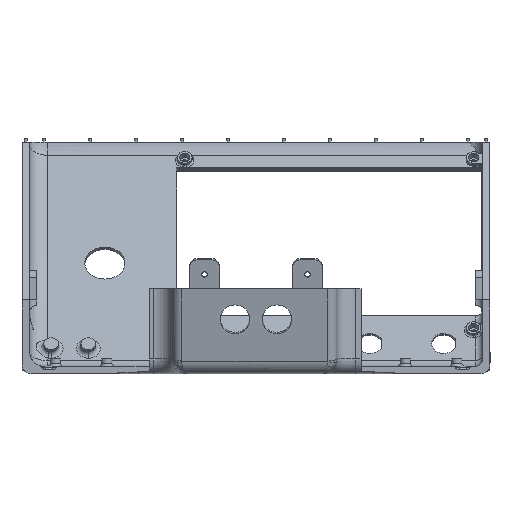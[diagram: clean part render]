
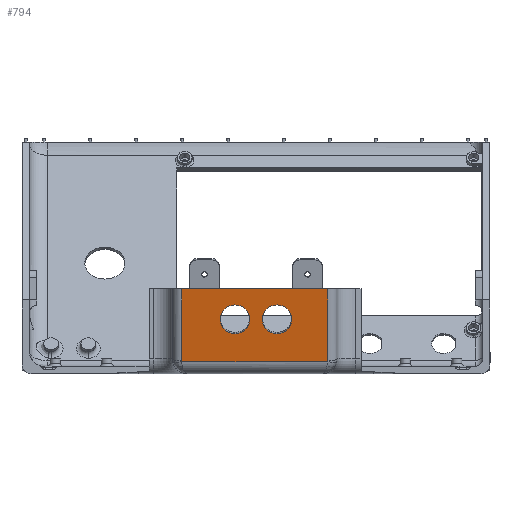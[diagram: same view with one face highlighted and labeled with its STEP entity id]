
A CAD part, front view. The second image highlights one B-rep face of the part: STEP entity #794.
In plain terms, the highlighted planar face has unit normal (0, -0.981, -0.192).
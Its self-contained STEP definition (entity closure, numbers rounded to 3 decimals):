
#227 = EDGE_CURVE ( 'NONE', #1094, #1089, #4801, .T. ) ;
#234 = EDGE_CURVE ( 'NONE', #1046, #1103, #4845, .T. ) ;
#726 = EDGE_CURVE ( 'NONE', #1247, #1669, #8063, .T. ) ;
#729 = EDGE_CURVE ( 'NONE', #1089, #1094, #14568, .T. ) ;
#743 = EDGE_CURVE ( 'NONE', #1743, #1764, #8108, .T. ) ;
#748 = EDGE_CURVE ( 'NONE', #1669, #1743, #8652, .T. ) ;
#755 = EDGE_CURVE ( 'NONE', #1764, #1729, #8653, .T. ) ;
#758 = EDGE_CURVE ( 'NONE', #1103, #1046, #14650, .T. ) ;
#794 = ADVANCED_FACE ( 'NONE', ( #8380, #8381, #8338 ), #8339, .T. ) ;
#1046 = VERTEX_POINT ( 'NONE', #11564 ) ;
#1089 = VERTEX_POINT ( 'NONE', #11632 ) ;
#1094 = VERTEX_POINT ( 'NONE', #11644 ) ;
#1103 = VERTEX_POINT ( 'NONE', #11610 ) ;
#1247 = VERTEX_POINT ( 'NONE', #10425 ) ;
#1300 = VERTEX_POINT ( 'NONE', #10433 ) ;
#1669 = VERTEX_POINT ( 'NONE', #10627 ) ;
#1729 = VERTEX_POINT ( 'NONE', #10708 ) ;
#1743 = VERTEX_POINT ( 'NONE', #10697 ) ;
#1764 = VERTEX_POINT ( 'NONE', #10687 ) ;
#4798 = AXIS2_PLACEMENT_3D ( 'NONE', #13520, #13501, #13509 ) ;
#4801 = CIRCLE ( 'NONE', #4798, 8. ) ;
#4807 = AXIS2_PLACEMENT_3D ( 'NONE', #13537, #13513, #13538 ) ;
#4845 = CIRCLE ( 'NONE', #4807, 8. ) ;
#6739 = LINE ( 'NONE', #6770, #12949 ) ;
#6761 = DIRECTION ( 'NONE',  ( 0., -0.192, 0.981 ) ) ;
#6770 = CARTESIAN_POINT ( 'NONE',  ( 38.85, 16.76, -327.181 ) ) ;
#8063 = LINE ( 'NONE', #8072, #14615 ) ;
#8072 = CARTESIAN_POINT ( 'NONE',  ( -40.37, 31.335, -401.7 ) ) ;
#8090 = DIRECTION ( 'NONE',  ( 0., 0.192, -0.981 ) ) ;
#8101 = DIRECTION ( 'NONE',  ( 0., 0.192, -0.981 ) ) ;
#8108 = LINE ( 'NONE', #8138, #14657 ) ;
#8124 = DIRECTION ( 'NONE',  ( 0., -0.981, -0.192 ) ) ;
#8125 = CARTESIAN_POINT ( 'NONE',  ( -11.4, 27.141, -380.258 ) ) ;
#8136 = CARTESIAN_POINT ( 'NONE',  ( -40.351, 31.598, -403.046 ) ) ;
#8138 = CARTESIAN_POINT ( 'NONE',  ( -156.271, 31.636, -403.236 ) ) ;
#8139 = DIRECTION ( 'NONE',  ( 1., 0., 0. ) ) ;
#8142 = CARTESIAN_POINT ( 'NONE',  ( -40.314, 31.636, -403.236 ) ) ;
#8149 = CARTESIAN_POINT ( 'NONE',  ( -40.37, 31.523, -402.66 ) ) ;
#8155 = CARTESIAN_POINT ( 'NONE',  ( 38.794, 31.636, -403.236 ) ) ;
#8156 = CARTESIAN_POINT ( 'NONE',  ( 38.831, 31.598, -403.046 ) ) ;
#8158 = CARTESIAN_POINT ( 'NONE',  ( -40.37, 31.561, -402.853 ) ) ;
#8166 = CARTESIAN_POINT ( 'NONE',  ( 38.85, 31.561, -402.853 ) ) ;
#8178 = CARTESIAN_POINT ( 'NONE',  ( 38.85, 31.523, -402.66 ) ) ;
#8192 = DIRECTION ( 'NONE',  ( 0., 0.192, -0.981 ) ) ;
#8201 = DIRECTION ( 'NONE',  ( 0., -0.981, -0.192 ) ) ;
#8210 = CARTESIAN_POINT ( 'NONE',  ( 11.4, 27.141, -380.258 ) ) ;
#8338 = FACE_BOUND ( 'NONE', #17488, .T. ) ;
#8339 = PLANE ( 'NONE',  #14702 ) ;
#8340 = DIRECTION ( 'NONE',  ( 0., -0.981, -0.192 ) ) ;
#8342 = CARTESIAN_POINT ( 'NONE',  ( -156.271, 11.776, -301.7 ) ) ;
#8352 = DIRECTION ( 'NONE',  ( 0., 0.192, -0.981 ) ) ;
#8380 = FACE_OUTER_BOUND ( 'NONE', #17520, .T. ) ;
#8381 = FACE_BOUND ( 'NONE', #17499, .T. ) ;
#8652 =( BOUNDED_CURVE ( )  B_SPLINE_CURVE ( 3, ( #8149, #8158, #8136, #8142 ),
 .UNSPECIFIED., .F., .T. ) 
 B_SPLINE_CURVE_WITH_KNOTS ( ( 4, 4 ),
 ( 1.571, 1.764 ),
 .UNSPECIFIED. ) 
 CURVE ( )  GEOMETRIC_REPRESENTATION_ITEM ( )  RATIONAL_B_SPLINE_CURVE ( ( 1., 0.997, 0.997, 1. ) ) 
 REPRESENTATION_ITEM ( '' )  );
#8653 =( BOUNDED_CURVE ( )  B_SPLINE_CURVE ( 3, ( #8155, #8156, #8166, #8178 ),
 .UNSPECIFIED., .F., .T. ) 
 B_SPLINE_CURVE_WITH_KNOTS ( ( 4, 4 ),
 ( 1.378, 1.571 ),
 .UNSPECIFIED. ) 
 CURVE ( )  GEOMETRIC_REPRESENTATION_ITEM ( )  RATIONAL_B_SPLINE_CURVE ( ( 1., 0.997, 0.997, 1. ) ) 
 REPRESENTATION_ITEM ( '' )  );
#9267 = CARTESIAN_POINT ( 'NONE',  ( -156.271, 23.903, -363.7 ) ) ;
#9281 = LINE ( 'NONE', #9267, #13078 ) ;
#9288 = DIRECTION ( 'NONE',  ( 1., 0., 0. ) ) ;
#10425 = CARTESIAN_POINT ( 'NONE',  ( -40.37, 23.903, -363.7 ) ) ;
#10433 = CARTESIAN_POINT ( 'NONE',  ( 38.85, 23.903, -363.7 ) ) ;
#10627 = CARTESIAN_POINT ( 'NONE',  ( -40.37, 31.523, -402.66 ) ) ;
#10687 = CARTESIAN_POINT ( 'NONE',  ( 38.794, 31.636, -403.236 ) ) ;
#10697 = CARTESIAN_POINT ( 'NONE',  ( -40.314, 31.636, -403.236 ) ) ;
#10708 = CARTESIAN_POINT ( 'NONE',  ( 38.85, 31.523, -402.66 ) ) ;
#11564 = CARTESIAN_POINT ( 'NONE',  ( 11.4, 25.606, -372.407 ) ) ;
#11610 = CARTESIAN_POINT ( 'NONE',  ( 11.4, 28.677, -388.109 ) ) ;
#11632 = CARTESIAN_POINT ( 'NONE',  ( -11.4, 28.677, -388.109 ) ) ;
#11644 = CARTESIAN_POINT ( 'NONE',  ( -11.4, 25.606, -372.407 ) ) ;
#12949 = VECTOR ( 'NONE', #6761, 1000. ) ;
#13078 = VECTOR ( 'NONE', #9288, 1000. ) ;
#13501 = DIRECTION ( 'NONE',  ( 0., -0.981, -0.192 ) ) ;
#13509 = DIRECTION ( 'NONE',  ( 0., 0.192, -0.981 ) ) ;
#13513 = DIRECTION ( 'NONE',  ( 0., -0.981, -0.192 ) ) ;
#13520 = CARTESIAN_POINT ( 'NONE',  ( -11.4, 27.141, -380.258 ) ) ;
#13537 = CARTESIAN_POINT ( 'NONE',  ( 11.4, 27.141, -380.258 ) ) ;
#13538 = DIRECTION ( 'NONE',  ( 0., 0.192, -0.981 ) ) ;
#14568 = CIRCLE ( 'NONE', #14569, 8. ) ;
#14569 = AXIS2_PLACEMENT_3D ( 'NONE', #8125, #8124, #8101 ) ;
#14615 = VECTOR ( 'NONE', #8090, 1000. ) ;
#14622 = AXIS2_PLACEMENT_3D ( 'NONE', #8210, #8201, #8192 ) ;
#14650 = CIRCLE ( 'NONE', #14622, 8. ) ;
#14657 = VECTOR ( 'NONE', #8139, 1000. ) ;
#14702 = AXIS2_PLACEMENT_3D ( 'NONE', #8342, #8340, #8352 ) ;
#17126 = ORIENTED_EDGE ( 'NONE', *, *, #748, .T. ) ;
#17130 = ORIENTED_EDGE ( 'NONE', *, *, #726, .T. ) ;
#17137 = ORIENTED_EDGE ( 'NONE', *, *, #729, .F. ) ;
#17148 = ORIENTED_EDGE ( 'NONE', *, *, #755, .T. ) ;
#17158 = ORIENTED_EDGE ( 'NONE', *, *, #227, .F. ) ;
#17183 = ORIENTED_EDGE ( 'NONE', *, *, #234, .F. ) ;
#17184 = ORIENTED_EDGE ( 'NONE', *, *, #20244, .T. ) ;
#17195 = ORIENTED_EDGE ( 'NONE', *, *, #758, .F. ) ;
#17197 = ORIENTED_EDGE ( 'NONE', *, *, #743, .T. ) ;
#17221 = ORIENTED_EDGE ( 'NONE', *, *, #19527, .F. ) ;
#17488 = EDGE_LOOP ( 'NONE', ( #17137, #17158 ) ) ;
#17499 = EDGE_LOOP ( 'NONE', ( #17195, #17183 ) ) ;
#17520 = EDGE_LOOP ( 'NONE', ( #17221, #17130, #17126, #17197, #17148, #17184 ) ) ;
#19527 = EDGE_CURVE ( 'NONE', #1247, #1300, #9281, .T. ) ;
#20244 = EDGE_CURVE ( 'NONE', #1729, #1300, #6739, .T. ) ;
